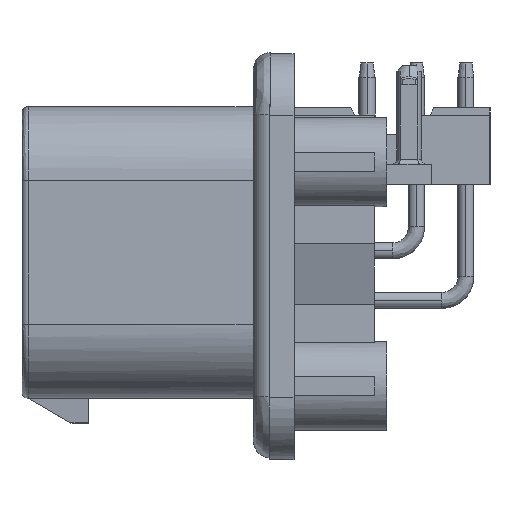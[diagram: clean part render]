
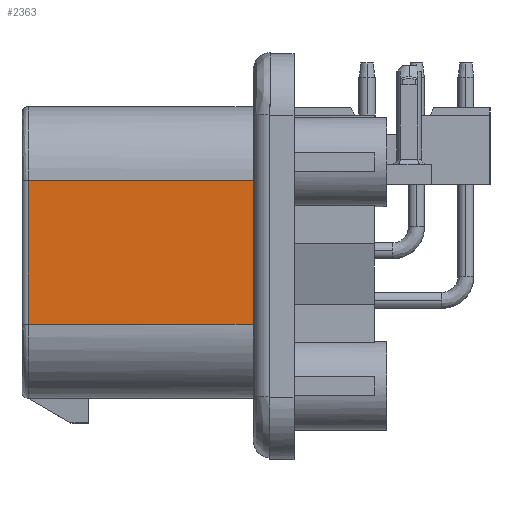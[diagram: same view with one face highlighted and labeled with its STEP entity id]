
A CAD part, left-side view. The second image highlights one B-rep face of the part: STEP entity #2363.
In plain terms, the highlighted planar face has unit normal (-1, 0, 0).
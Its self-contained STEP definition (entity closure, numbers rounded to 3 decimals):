
#1001=CARTESIAN_POINT('',(12.309,36.497,57.073));
#1002=VERTEX_POINT('',#1001);
#1003=CARTESIAN_POINT('',(12.309,36.697,57.073));
#1004=VERTEX_POINT('',#1003);
#1005=CARTESIAN_POINT('',(12.309,36.497,57.073));
#1006=DIRECTION('',(0.,1.,0.));
#1007=VECTOR('',#1006,0.2);
#1008=LINE('',#1005,#1007);
#1009=EDGE_CURVE('',#1002,#1004,#1008,.T.);
#1066=CARTESIAN_POINT('',(12.309,36.497,48.223));
#1067=VERTEX_POINT('',#1066);
#1077=CARTESIAN_POINT('',(12.309,36.497,48.223));
#1078=DIRECTION('',(0.,0.,1.));
#1079=VECTOR('',#1078,8.85);
#1080=LINE('',#1077,#1079);
#1081=EDGE_CURVE('',#1067,#1002,#1080,.T.);
#2282=CARTESIAN_POINT('',(12.309,36.697,59.823));
#2283=VERTEX_POINT('',#2282);
#2293=CARTESIAN_POINT('',(12.309,36.697,57.073));
#2294=DIRECTION('',(0.,0.,1.));
#2295=VECTOR('',#2294,2.75);
#2296=LINE('',#2293,#2295);
#2297=EDGE_CURVE('',#1004,#2283,#2296,.T.);
#2331=CARTESIAN_POINT('',(12.309,56.047,48.223));
#2332=DIRECTION('',(0.,0.,-1.));
#2333=DIRECTION('',(-1.,-0.,-0.));
#2334=AXIS2_PLACEMENT_3D('',#2331,#2333,#2332);
#2335=PLANE('',#2334);
#2336=CARTESIAN_POINT('',(12.309,55.497,59.823));
#2337=VERTEX_POINT('',#2336);
#2338=CARTESIAN_POINT('',(12.309,55.497,59.823));
#2339=DIRECTION('',(0.,-1.,0.));
#2340=VECTOR('',#2339,18.8);
#2341=LINE('',#2338,#2340);
#2342=EDGE_CURVE('',#2337,#2283,#2341,.T.);
#2343=ORIENTED_EDGE('',*,*,#2342,.F.);
#2344=CARTESIAN_POINT('',(12.309,55.497,48.223));
#2345=VERTEX_POINT('',#2344);
#2346=CARTESIAN_POINT('',(12.309,55.497,48.223));
#2347=DIRECTION('',(0.,0.,1.));
#2348=VECTOR('',#2347,11.6);
#2349=LINE('',#2346,#2348);
#2350=EDGE_CURVE('',#2345,#2337,#2349,.T.);
#2351=ORIENTED_EDGE('',*,*,#2350,.F.);
#2352=CARTESIAN_POINT('',(12.309,55.497,48.223));
#2353=DIRECTION('',(0.,-1.,0.));
#2354=VECTOR('',#2353,19.);
#2355=LINE('',#2352,#2354);
#2356=EDGE_CURVE('',#2345,#1067,#2355,.T.);
#2357=ORIENTED_EDGE('',*,*,#2356,.T.);
#2358=ORIENTED_EDGE('',*,*,#1081,.T.);
#2359=ORIENTED_EDGE('',*,*,#1009,.T.);
#2360=ORIENTED_EDGE('',*,*,#2297,.T.);
#2361=EDGE_LOOP('',(#2343,#2351,#2357,#2358,#2359,#2360));
#2362=FACE_OUTER_BOUND('',#2361,.T.);
#2363=ADVANCED_FACE('',(#2362),#2335,.T.);
